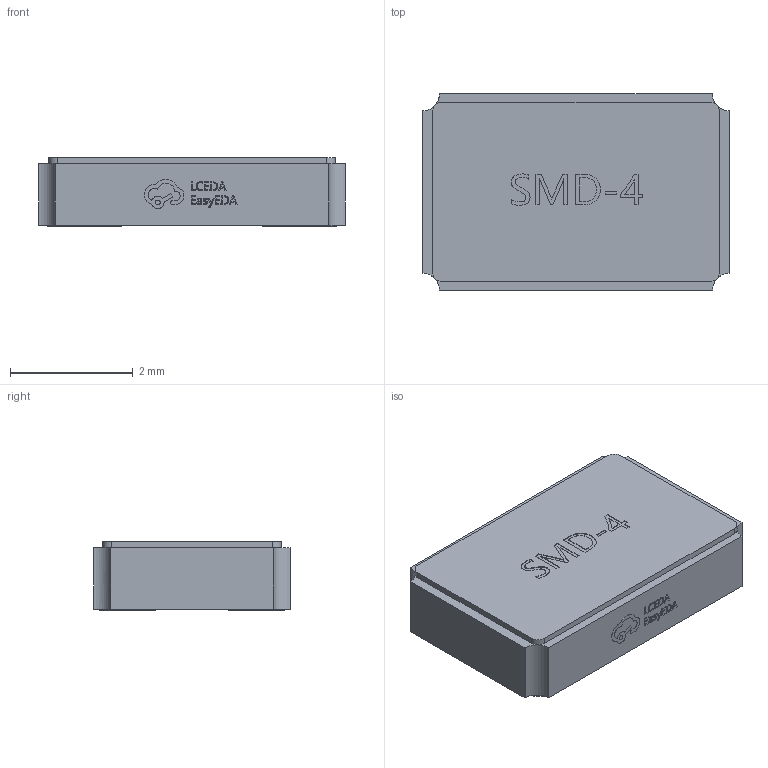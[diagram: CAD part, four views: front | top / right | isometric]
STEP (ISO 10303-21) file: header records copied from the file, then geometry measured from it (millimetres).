
FILE_DESCRIPTION (( 'STEP AP214' ), '1' );
FILE_NAME ('OSC-SMD_4P-L5.0-W3.2-H1.0.step', '2022-07-07T03:22:48', ( '' ), ( '' ), 'SwSTEP 2.0', 'SolidWorks 2020', '' );
FILE_SCHEMA (( 'AUTOMOTIVE_DESIGN' ));
Length unit declared in the file: millimetre
Products named in the file (1): OSC-SMD_4P-L5.0-W3.2-H1.0
Bounding box: 5 x 3.2 x 1.12 mm (x, y, z)
Volume: 17.2 mm3; surface area: 57.9 mm2
Topology: 5 solids, 5 shells, 405 faces, 1088 edges, 726 vertices
Faces by surface type: plane 256, bspline 136, cylinder 13
Entity records: 18809 total; most frequent: CARTESIAN_POINT 5663, ORIENTED_EDGE 2176, DIRECTION 1383, EDGE_CURVE 1088, LINE 779, VECTOR 779, VERTEX_POINT 726, EDGE_LOOP 438
